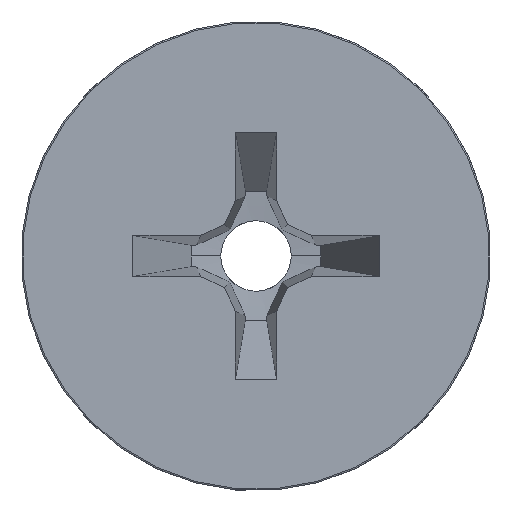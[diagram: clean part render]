
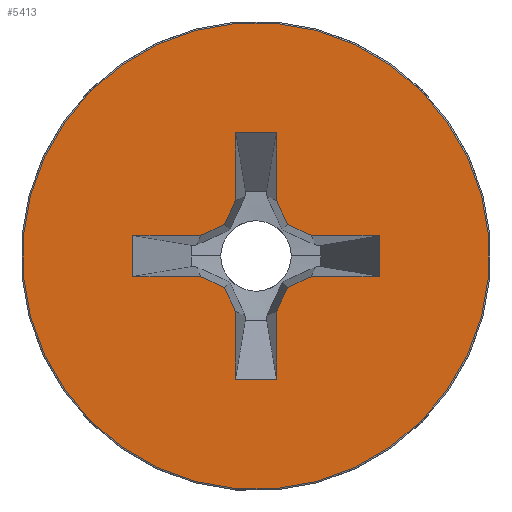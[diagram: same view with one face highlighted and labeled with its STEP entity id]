
A CAD part, left-side view. The second image highlights one B-rep face of the part: STEP entity #5413.
In plain terms, the highlighted planar face has unit normal (-1, 0, 0).
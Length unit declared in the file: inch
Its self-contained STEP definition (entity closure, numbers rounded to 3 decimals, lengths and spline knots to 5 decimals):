
#154=CARTESIAN_POINT('',(0.,0.,0.));
#155=DIRECTION('',(-1.,0.,0.));
#156=DIRECTION('',(0.,1.,0.));
#157=AXIS2_PLACEMENT_3D('',#154,#155,#156);
#159=CARTESIAN_POINT('',(0.,0.,0.));
#160=DIRECTION('',(1.,0.,0.));
#161=DIRECTION('',(0.,1.,0.));
#162=AXIS2_PLACEMENT_3D('',#159,#160,#161);
#164=DIRECTION('',(0.,-0.707,-0.707));
#165=VECTOR('',#164,0.03033);
#166=CARTESIAN_POINT('',(0.,0.07507,-0.05362));
#167=LINE('',#166,#165);
#168=DIRECTION('',(0.,0.707,-0.707));
#169=VECTOR('',#168,0.05009);
#170=CARTESIAN_POINT('',(0.,0.0182,-0.03965));
#171=LINE('',#170,#169);
#172=DIRECTION('',(0.,0.94,-0.342));
#173=VECTOR('',#172,0.01937);
#174=CARTESIAN_POINT('',(0.,0.,-0.03302));
#175=LINE('',#174,#173);
#176=DIRECTION('',(0.,0.94,0.342));
#177=VECTOR('',#176,0.01937);
#178=CARTESIAN_POINT('',(0.,-0.0182,-0.03965));
#179=LINE('',#178,#177);
#180=DIRECTION('',(0.,-0.707,-0.707));
#181=VECTOR('',#180,0.05009);
#182=CARTESIAN_POINT('',(0.,-0.0182,-0.03965));
#183=LINE('',#182,#181);
#184=DIRECTION('',(0.,0.707,-0.707));
#185=VECTOR('',#184,0.03033);
#186=CARTESIAN_POINT('',(0.,-0.07507,-0.05362));
#187=LINE('',#186,#185);
#188=DIRECTION('',(0.,-0.707,-0.707));
#189=VECTOR('',#188,0.05009);
#190=CARTESIAN_POINT('',(0.,-0.03965,-0.0182));
#191=LINE('',#190,#189);
#192=DIRECTION('',(0.,-0.342,-0.94));
#193=VECTOR('',#192,0.01937);
#194=CARTESIAN_POINT('',(0.,-0.03302,0.));
#195=LINE('',#194,#193);
#196=DIRECTION('',(0.,0.342,-0.94));
#197=VECTOR('',#196,0.01937);
#198=CARTESIAN_POINT('',(0.,-0.03965,0.0182));
#199=LINE('',#198,#197);
#200=DIRECTION('',(0.,0.707,-0.707));
#201=VECTOR('',#200,0.05009);
#202=CARTESIAN_POINT('',(0.,-0.07507,0.05362));
#203=LINE('',#202,#201);
#204=DIRECTION('',(0.,-0.707,-0.707));
#205=VECTOR('',#204,0.03033);
#206=CARTESIAN_POINT('',(0.,-0.05362,0.07507));
#207=LINE('',#206,#205);
#208=DIRECTION('',(0.,0.707,-0.707));
#209=VECTOR('',#208,0.05009);
#210=CARTESIAN_POINT('',(0.,-0.05362,0.07507));
#211=LINE('',#210,#209);
#212=DIRECTION('',(0.,-0.94,0.342));
#213=VECTOR('',#212,0.01937);
#214=CARTESIAN_POINT('',(0.,0.,0.03302));
#215=LINE('',#214,#213);
#216=DIRECTION('',(0.,-0.94,-0.342));
#217=VECTOR('',#216,0.01937);
#218=CARTESIAN_POINT('',(0.,0.0182,0.03965));
#219=LINE('',#218,#217);
#220=DIRECTION('',(0.,-0.707,-0.707));
#221=VECTOR('',#220,0.05009);
#222=CARTESIAN_POINT('',(0.,0.05362,0.07507));
#223=LINE('',#222,#221);
#224=DIRECTION('',(0.,0.707,-0.707));
#225=VECTOR('',#224,0.03033);
#226=CARTESIAN_POINT('',(0.,0.05362,0.07507));
#227=LINE('',#226,#225);
#228=DIRECTION('',(0.,-0.707,-0.707));
#229=VECTOR('',#228,0.05009);
#230=CARTESIAN_POINT('',(0.,0.07507,0.05362));
#231=LINE('',#230,#229);
#232=DIRECTION('',(0.,0.342,0.94));
#233=VECTOR('',#232,0.01937);
#234=CARTESIAN_POINT('',(0.,0.03302,0.));
#235=LINE('',#234,#233);
#236=DIRECTION('',(0.,-0.342,0.94));
#237=VECTOR('',#236,0.01937);
#238=CARTESIAN_POINT('',(0.,0.03965,-0.0182));
#239=LINE('',#238,#237);
#240=DIRECTION('',(0.,0.707,-0.707));
#241=VECTOR('',#240,0.05009);
#242=CARTESIAN_POINT('',(0.,0.03965,-0.0182));
#243=LINE('',#242,#241);
#5222=CARTESIAN_POINT('',(0.,0.07507,-0.05362));
#5223=CARTESIAN_POINT('',(0.,0.05362,-0.07507));
#5224=VERTEX_POINT('',#5222);
#5225=VERTEX_POINT('',#5223);
#5226=CARTESIAN_POINT('',(0.,0.03965,-0.0182));
#5227=VERTEX_POINT('',#5226);
#5228=CARTESIAN_POINT('',(0.,0.03302,0.));
#5229=VERTEX_POINT('',#5228);
#5230=CARTESIAN_POINT('',(0.,0.03965,0.0182));
#5231=VERTEX_POINT('',#5230);
#5232=CARTESIAN_POINT('',(0.,0.07507,0.05362));
#5233=VERTEX_POINT('',#5232);
#5234=CARTESIAN_POINT('',(0.,0.05362,0.07507));
#5235=VERTEX_POINT('',#5234);
#5236=CARTESIAN_POINT('',(0.,0.0182,0.03965));
#5237=VERTEX_POINT('',#5236);
#5238=CARTESIAN_POINT('',(0.,0.,0.03302));
#5239=VERTEX_POINT('',#5238);
#5240=CARTESIAN_POINT('',(0.,-0.0182,0.03965));
#5241=VERTEX_POINT('',#5240);
#5242=CARTESIAN_POINT('',(0.,-0.05362,0.07507));
#5243=VERTEX_POINT('',#5242);
#5244=CARTESIAN_POINT('',(0.,-0.07507,0.05362));
#5245=VERTEX_POINT('',#5244);
#5246=CARTESIAN_POINT('',(0.,-0.03965,0.0182));
#5247=VERTEX_POINT('',#5246);
#5248=CARTESIAN_POINT('',(0.,-0.03302,0.));
#5249=VERTEX_POINT('',#5248);
#5250=CARTESIAN_POINT('',(0.,-0.03965,-0.0182));
#5251=VERTEX_POINT('',#5250);
#5252=CARTESIAN_POINT('',(0.,-0.07507,-0.05362));
#5253=VERTEX_POINT('',#5252);
#5254=CARTESIAN_POINT('',(0.,-0.05362,-0.07507));
#5255=VERTEX_POINT('',#5254);
#5256=CARTESIAN_POINT('',(0.,-0.0182,-0.03965));
#5257=VERTEX_POINT('',#5256);
#5258=CARTESIAN_POINT('',(0.,0.,-0.03302));
#5259=VERTEX_POINT('',#5258);
#5260=CARTESIAN_POINT('',(0.,0.0182,-0.03965));
#5261=VERTEX_POINT('',#5260);
#5300=CARTESIAN_POINT('',(0.,0.17244,0.));
#5301=VERTEX_POINT('',#5300);
#5302=CARTESIAN_POINT('',(0.,-0.17244,0.));
#5303=VERTEX_POINT('',#5302);
#5362=CARTESIAN_POINT('',(0.,0.,0.));
#5363=DIRECTION('',(1.,0.,0.));
#5364=DIRECTION('',(0.,-1.,0.));
#5365=AXIS2_PLACEMENT_3D('',#5362,#5363,#5364);
#5366=PLANE('',#5365);
#5367=ORIENTED_EDGE('',*,*,#5341,.F.);
#5368=ORIENTED_EDGE('',*,*,#5357,.T.);
#5369=EDGE_LOOP('',(#5367,#5368));
#5370=FACE_OUTER_BOUND('',#5369,.F.);
#5372=ORIENTED_EDGE('',*,*,#5371,.T.);
#5374=ORIENTED_EDGE('',*,*,#5373,.F.);
#5376=ORIENTED_EDGE('',*,*,#5375,.F.);
#5378=ORIENTED_EDGE('',*,*,#5377,.F.);
#5380=ORIENTED_EDGE('',*,*,#5379,.T.);
#5382=ORIENTED_EDGE('',*,*,#5381,.F.);
#5384=ORIENTED_EDGE('',*,*,#5383,.F.);
#5386=ORIENTED_EDGE('',*,*,#5385,.F.);
#5388=ORIENTED_EDGE('',*,*,#5387,.F.);
#5390=ORIENTED_EDGE('',*,*,#5389,.F.);
#5392=ORIENTED_EDGE('',*,*,#5391,.F.);
#5394=ORIENTED_EDGE('',*,*,#5393,.T.);
#5396=ORIENTED_EDGE('',*,*,#5395,.F.);
#5398=ORIENTED_EDGE('',*,*,#5397,.F.);
#5400=ORIENTED_EDGE('',*,*,#5399,.F.);
#5402=ORIENTED_EDGE('',*,*,#5401,.T.);
#5404=ORIENTED_EDGE('',*,*,#5403,.T.);
#5406=ORIENTED_EDGE('',*,*,#5405,.F.);
#5408=ORIENTED_EDGE('',*,*,#5407,.F.);
#5410=ORIENTED_EDGE('',*,*,#5409,.T.);
#5411=EDGE_LOOP('',(#5372,#5374,#5376,#5378,#5380,#5382,#5384,#5386,#5388,#5390,
#5392,#5394,#5396,#5398,#5400,#5402,#5404,#5406,#5408,#5410));
#5412=FACE_BOUND('',#5411,.F.);
#158=CIRCLE('',#157,0.17244);
#163=CIRCLE('',#162,0.17244);
#5341=EDGE_CURVE('',#5301,#5303,#158,.T.);
#5357=EDGE_CURVE('',#5301,#5303,#163,.T.);
#5371=EDGE_CURVE('',#5224,#5225,#167,.T.);
#5373=EDGE_CURVE('',#5261,#5225,#171,.T.);
#5375=EDGE_CURVE('',#5259,#5261,#175,.T.);
#5377=EDGE_CURVE('',#5257,#5259,#179,.T.);
#5379=EDGE_CURVE('',#5257,#5255,#183,.T.);
#5381=EDGE_CURVE('',#5253,#5255,#187,.T.);
#5383=EDGE_CURVE('',#5251,#5253,#191,.T.);
#5385=EDGE_CURVE('',#5249,#5251,#195,.T.);
#5387=EDGE_CURVE('',#5247,#5249,#199,.T.);
#5389=EDGE_CURVE('',#5245,#5247,#203,.T.);
#5391=EDGE_CURVE('',#5243,#5245,#207,.T.);
#5393=EDGE_CURVE('',#5243,#5241,#211,.T.);
#5395=EDGE_CURVE('',#5239,#5241,#215,.T.);
#5397=EDGE_CURVE('',#5237,#5239,#219,.T.);
#5399=EDGE_CURVE('',#5235,#5237,#223,.T.);
#5401=EDGE_CURVE('',#5235,#5233,#227,.T.);
#5403=EDGE_CURVE('',#5233,#5231,#231,.T.);
#5405=EDGE_CURVE('',#5229,#5231,#235,.T.);
#5407=EDGE_CURVE('',#5227,#5229,#239,.T.);
#5409=EDGE_CURVE('',#5227,#5224,#243,.T.);
#5413=ADVANCED_FACE('',(#5370,#5412),#5366,.F.);
